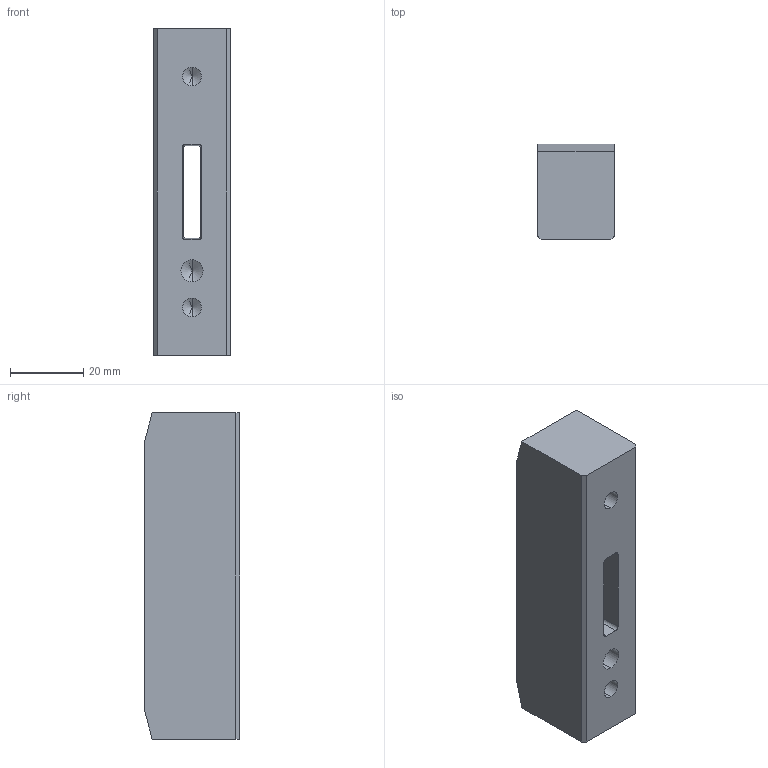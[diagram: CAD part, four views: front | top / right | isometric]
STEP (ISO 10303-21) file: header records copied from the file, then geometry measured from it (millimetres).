
FILE_DESCRIPTION (( 'STEP AP214' ), '1' );
FILE_NAME ('bau0207039306.step', '2023-04-27T13:54:13', ( '' ), ( '' ), 'SwSTEP 2.0', 'SolidWorks 2022', '' );
FILE_SCHEMA (( 'AUTOMOTIVE_DESIGN' ));
Length unit declared in the file: millimetre
Products named in the file (1): bau0207039306
Bounding box: 21 x 26 x 89 mm (x, y, z)
Volume: 43660.1 mm3; surface area: 11398.9 mm2
Topology: 1 solids, 1 shells, 46 faces, 118 edges, 71 vertices
Faces by surface type: plane 22, cylinder 10, cone 10, bspline 4
Entity records: 1618 total; most frequent: CARTESIAN_POINT 382, ORIENTED_EDGE 224, DIRECTION 214, EDGE_CURVE 112, VECTOR 80, LINE 80, VERTEX_POINT 71, AXIS2_PLACEMENT_3D 67
